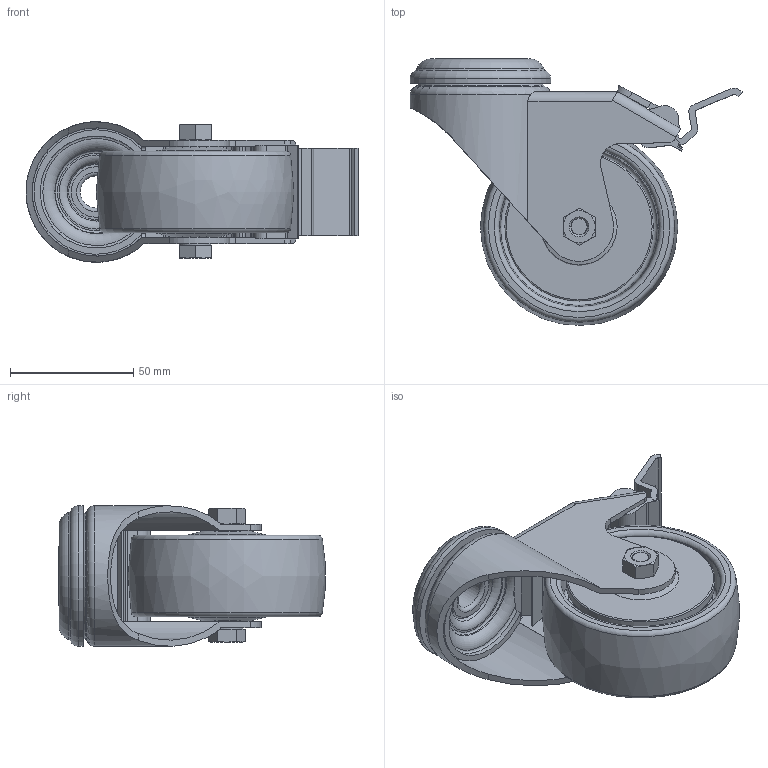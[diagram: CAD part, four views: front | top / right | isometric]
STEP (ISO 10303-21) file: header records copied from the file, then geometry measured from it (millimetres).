
FILE_DESCRIPTION(/* description */ ('STEP AP214'),/* implementation_level */ '2;1');
FILE_NAME(/* name */ '1024432.stp',/* time_stamp */ '2024-06-26T15:18:34+02:00',/* author */ ('Bo'),/* organization */ ('CADENAS'),/* preprocessor_version */ 'ST-DEVELOPER v20',/* originating_system */ 'Autodesk Inventor 2025',/* authorisation */ ' ');
FILE_SCHEMA (('AUTOMOTIVE_DESIGN { 1 0 10303 214 3 1 1 }'));
Length unit declared in the file: millimetre
Products named in the file (7): 1024432; 1024432-1; 1024432-2; 1024432-3; 1024432-4; 1024432-5; 1024432-6
Assembly tree (6 placements, depth 2):
  1024432
    1024432-1
    1024432-2
    1024432-3
    1024432-4
    1024432-5
    1024432-6
Bounding box: 134.5 x 107.96 x 57 mm (x, y, z)
Volume: 198599.1 mm3; surface area: 77242.8 mm2
Topology: 6 solids, 6 shells, 307 faces, 804 edges, 517 vertices
Faces by surface type: plane 154, cylinder 75, cone 43, torus 34, bspline 1
Full cylindrical faces by diameter (mm): 6.647 x1, 8 x1, 8.2 x1, 8.5 x2, 12.8 x2, 13 x2, 19.5 x2, 20.45 x1, 29 x1, 57 x1, 60.16 x2
Entity records: 10001 total; most frequent: CARTESIAN_POINT 2084, DIRECTION 1656, ORIENTED_EDGE 1608, EDGE_CURVE 804, AXIS2_PLACEMENT_3D 627, VERTEX_POINT 517, LINE 402, VECTOR 402
